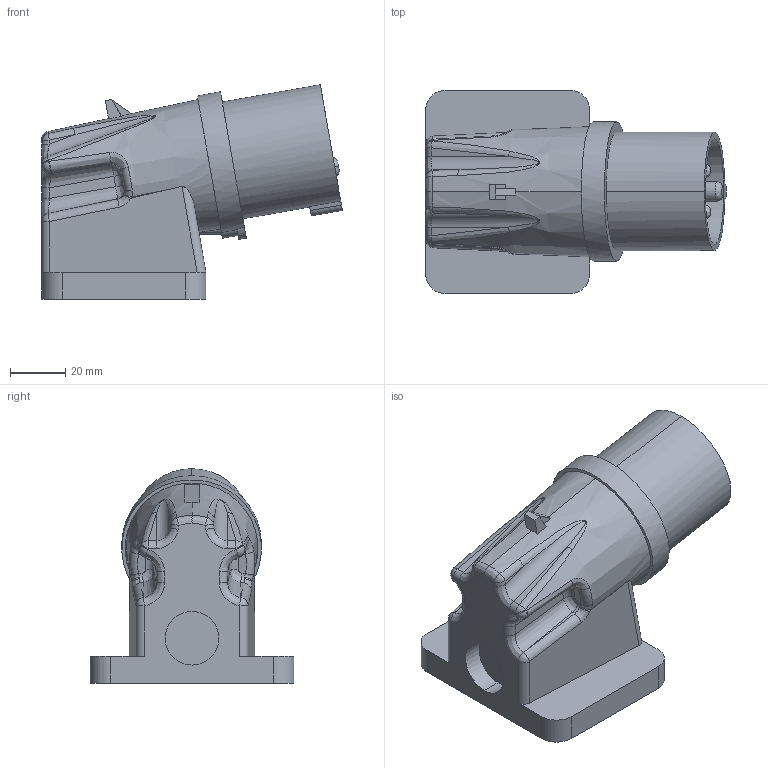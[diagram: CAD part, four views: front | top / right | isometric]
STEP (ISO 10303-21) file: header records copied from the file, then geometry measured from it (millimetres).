
FILE_DESCRIPTION((''),'2;1');
FILE_NAME('GW60404_ASM','2021-09-29T13:22:13',('User'),('Axiro Italia'),'CREO PARAMETRIC BY PTC INC, 2020354','CREO PARAMETRIC BY PTC INC, 2020354','');
FILE_SCHEMA(('CONFIG_CONTROL_DESIGN'));
Length unit declared in the file: millimetre
Products named in the file (3): GW60404_COMPONENTE_A_OR; GW60404_COMPONENTE_B_OR; GW60404_ASM
Assembly tree (2 placements, depth 2):
  GW60404_ASM
    GW60404_COMPONENTE_A_OR
    GW60404_COMPONENTE_B_OR
Bounding box: 109.28 x 74 x 77.95 mm (x, y, z)
Volume: 79038.5 mm3; surface area: 59779.2 mm2
Topology: 2 solids, 2 shells, 280 faces, 698 edges, 437 vertices
Faces by surface type: plane 113, cylinder 97, bspline 44, cone 16, sphere 8, torus 2
Entity records: 11880 total; most frequent: CARTESIAN_POINT 5308, ORIENTED_EDGE 1396, DIRECTION 1329, EDGE_CURVE 698, AXIS2_PLACEMENT_3D 521, VERTEX_POINT 437, EDGE_LOOP 305, VECTOR 287
